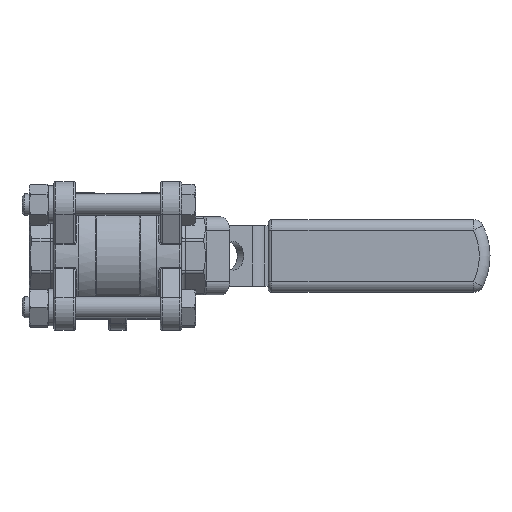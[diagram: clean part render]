
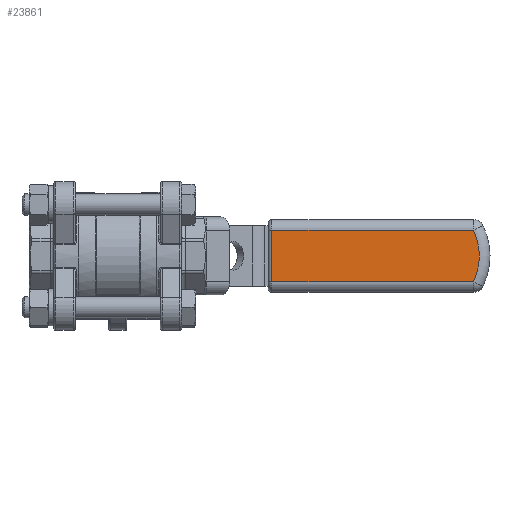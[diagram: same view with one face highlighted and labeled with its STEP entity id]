
A CAD part, front view. The second image highlights one B-rep face of the part: STEP entity #23861.
In plain terms, the highlighted planar face has unit normal (0, -1, 0).
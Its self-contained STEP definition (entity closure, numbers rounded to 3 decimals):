
#615 = CARTESIAN_POINT ( 'NONE',  ( 43.485, 52.001, 7.26 ) ) ;
#764 = CARTESIAN_POINT ( 'NONE',  ( 100.328, 52.001, 7.26 ) ) ;
#880 = EDGE_LOOP ( 'NONE', ( #28380, #28458, #28459, #28389 ) ) ;
#898 = CARTESIAN_POINT ( 'NONE',  ( 100.328, 52.001, -7.26 ) ) ;
#899 = CARTESIAN_POINT ( 'NONE',  ( 43.485, 52.001, -7.26 ) ) ;
#23442 = EDGE_CURVE ( 'NONE', #25701, #25700, #44172, .T. ) ;
#23443 = EDGE_CURVE ( 'NONE', #25607, #25468, #44163, .T. ) ;
#23454 = EDGE_CURVE ( 'NONE', #25468, #25701, #44248, .T. ) ;
#23468 = EDGE_CURVE ( 'NONE', #25700, #25607, #42964, .T. ) ;
#23861 = ADVANCED_FACE ( 'NONE', ( #47958 ), #48007, .F. ) ;
#25468 = VERTEX_POINT ( 'NONE', #615 ) ;
#25607 = VERTEX_POINT ( 'NONE', #764 ) ;
#25700 = VERTEX_POINT ( 'NONE', #898 ) ;
#25701 = VERTEX_POINT ( 'NONE', #899 ) ;
#28380 = ORIENTED_EDGE ( 'NONE', *, *, #23454, .T. ) ;
#28389 = ORIENTED_EDGE ( 'NONE', *, *, #23443, .T. ) ;
#28458 = ORIENTED_EDGE ( 'NONE', *, *, #23442, .T. ) ;
#28459 = ORIENTED_EDGE ( 'NONE', *, *, #23468, .T. ) ;
#42898 = VECTOR ( 'NONE', #44177, 1000. ) ;
#42902 = VECTOR ( 'NONE', #44175, 1000. ) ;
#42924 = VECTOR ( 'NONE', #44250, 1000. ) ;
#42963 = AXIS2_PLACEMENT_3D ( 'NONE', #44488, #44489, #44490 ) ;
#42964 = CIRCLE ( 'NONE', #42963, 16.51 ) ;
#44163 = LINE ( 'NONE', #44176, #42898 ) ;
#44172 = LINE ( 'NONE', #44174, #42902 ) ;
#44174 = CARTESIAN_POINT ( 'NONE',  ( 102.089, 52.001, -7.26 ) ) ;
#44175 = DIRECTION ( 'NONE',  ( 1., 0., 0. ) ) ;
#44176 = CARTESIAN_POINT ( 'NONE',  ( 105., 52.001, 7.26 ) ) ;
#44177 = DIRECTION ( 'NONE',  ( -1., 0., 0. ) ) ;
#44248 = LINE ( 'NONE', #44249, #42924 ) ;
#44249 = CARTESIAN_POINT ( 'NONE',  ( 43.485, 52.001, 74.802 ) ) ;
#44250 = DIRECTION ( 'NONE',  ( 0., 0., -1. ) ) ;
#44488 = CARTESIAN_POINT ( 'NONE',  ( 85.5, 52.001, 0. ) ) ;
#44489 = DIRECTION ( 'NONE',  ( 0., -1., 0. ) ) ;
#44490 = DIRECTION ( 'NONE',  ( -1., 0., 0. ) ) ;
#46868 = AXIS2_PLACEMENT_3D ( 'NONE', #48017, #48018, #48019 ) ;
#47958 = FACE_OUTER_BOUND ( 'NONE', #880, .T. ) ;
#48007 = PLANE ( 'NONE',  #46868 ) ;
#48017 = CARTESIAN_POINT ( 'NONE',  ( 105., 52.001, 74.802 ) ) ;
#48018 = DIRECTION ( 'NONE',  ( 0., 1., 0. ) ) ;
#48019 = DIRECTION ( 'NONE',  ( -1., 0., 0. ) ) ;
